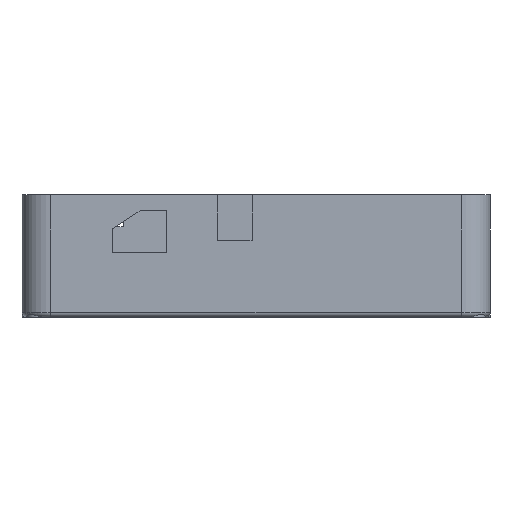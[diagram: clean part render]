
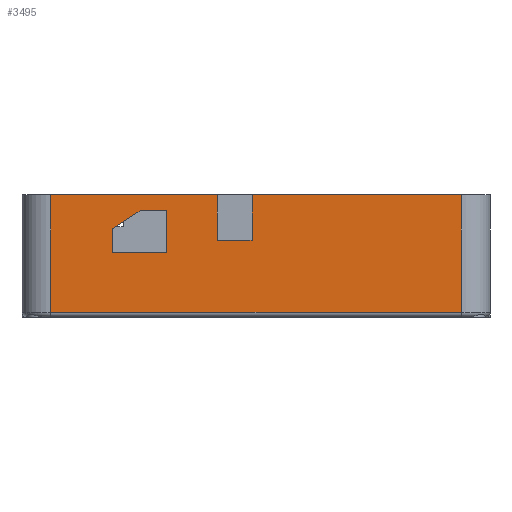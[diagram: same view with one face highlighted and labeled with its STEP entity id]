
A CAD part, front view. The second image highlights one B-rep face of the part: STEP entity #3495.
In plain terms, the highlighted planar face has unit normal (0, -1, 0).
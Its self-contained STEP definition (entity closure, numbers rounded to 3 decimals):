
#100=FACE_BOUND('',#554,.T.);
#332=FACE_OUTER_BOUND('',#553,.T.);
#553=EDGE_LOOP('',(#2722,#2723,#2724,#2725,#2726,#2727,#2728,#2729));
#554=EDGE_LOOP('',(#2730,#2731,#2732,#2733,#2734));
#709=LINE('',#4993,#1089);
#713=LINE('',#5002,#1093);
#717=LINE('',#5009,#1097);
#719=LINE('',#5014,#1099);
#723=LINE('',#5022,#1103);
#726=LINE('',#5028,#1106);
#729=LINE('',#5034,#1109);
#732=LINE('',#5039,#1112);
#734=LINE('',#5043,#1114);
#747=LINE('',#5104,#1127);
#813=LINE('',#5410,#1193);
#822=LINE('',#5450,#1202);
#839=LINE('',#5533,#1219);
#1089=VECTOR('',#3975,10.);
#1093=VECTOR('',#3981,10.);
#1097=VECTOR('',#3987,10.);
#1099=VECTOR('',#3991,10.);
#1103=VECTOR('',#3997,10.);
#1106=VECTOR('',#4002,10.);
#1109=VECTOR('',#4007,10.);
#1112=VECTOR('',#4012,10.);
#1114=VECTOR('',#4016,10.);
#1127=VECTOR('',#4067,10.);
#1193=VECTOR('',#4263,10.);
#1202=VECTOR('',#4318,10.);
#1219=VECTOR('',#4429,10.);
#1461=VERTEX_POINT('',#4991);
#1462=VERTEX_POINT('',#4992);
#1465=VERTEX_POINT('',#5000);
#1466=VERTEX_POINT('',#5001);
#1469=VERTEX_POINT('',#5012);
#1470=VERTEX_POINT('',#5013);
#1473=VERTEX_POINT('',#5021);
#1475=VERTEX_POINT('',#5027);
#1477=VERTEX_POINT('',#5033);
#1479=VERTEX_POINT('',#5042);
#1508=VERTEX_POINT('',#5102);
#1567=VERTEX_POINT('',#5399);
#1571=VERTEX_POINT('',#5408);
#1794=EDGE_CURVE('',#1461,#1462,#709,.T.);
#1798=EDGE_CURVE('',#1465,#1466,#713,.T.);
#1802=EDGE_CURVE('',#1462,#1465,#717,.T.);
#1804=EDGE_CURVE('',#1469,#1470,#719,.T.);
#1808=EDGE_CURVE('',#1473,#1469,#723,.T.);
#1811=EDGE_CURVE('',#1475,#1473,#726,.T.);
#1814=EDGE_CURVE('',#1477,#1475,#729,.T.);
#1817=EDGE_CURVE('',#1470,#1477,#732,.T.);
#1819=EDGE_CURVE('',#1461,#1479,#734,.T.);
#1850=EDGE_CURVE('',#1508,#1466,#747,.T.);
#1944=EDGE_CURVE('',#1571,#1567,#813,.T.);
#1967=EDGE_CURVE('',#1567,#1508,#822,.T.);
#2004=EDGE_CURVE('',#1571,#1479,#839,.T.);
#2722=ORIENTED_EDGE('',*,*,#1798,.T.);
#2723=ORIENTED_EDGE('',*,*,#1850,.F.);
#2724=ORIENTED_EDGE('',*,*,#1967,.F.);
#2725=ORIENTED_EDGE('',*,*,#1944,.F.);
#2726=ORIENTED_EDGE('',*,*,#2004,.T.);
#2727=ORIENTED_EDGE('',*,*,#1819,.F.);
#2728=ORIENTED_EDGE('',*,*,#1794,.T.);
#2729=ORIENTED_EDGE('',*,*,#1802,.T.);
#2730=ORIENTED_EDGE('',*,*,#1804,.T.);
#2731=ORIENTED_EDGE('',*,*,#1817,.T.);
#2732=ORIENTED_EDGE('',*,*,#1814,.T.);
#2733=ORIENTED_EDGE('',*,*,#1811,.T.);
#2734=ORIENTED_EDGE('',*,*,#1808,.T.);
#3313=PLANE('',#3788);
#3495=ADVANCED_FACE('',(#332,#100),#3313,.T.);
#3788=AXIS2_PLACEMENT_3D('',#5534,#4430,#4431);
#3975=DIRECTION('',(0.,0.,-1.));
#3981=DIRECTION('',(0.,0.,1.));
#3987=DIRECTION('',(-1.,0.,0.));
#3991=DIRECTION('',(0.839,0.,0.544));
#3997=DIRECTION('',(0.,0.,1.));
#4002=DIRECTION('',(-1.,0.,0.));
#4007=DIRECTION('',(0.,0.,-1.));
#4012=DIRECTION('',(1.,0.,0.));
#4016=DIRECTION('',(1.,0.,0.));
#4067=DIRECTION('',(1.,0.,0.));
#4263=DIRECTION('',(-1.,0.,0.));
#4318=DIRECTION('',(0.,0.,1.));
#4429=DIRECTION('',(0.,0.,1.));
#4430=DIRECTION('center_axis',(0.,-1.,0.));
#4431=DIRECTION('ref_axis',(1.,0.,0.));
#4991=CARTESIAN_POINT('',(70.395,-107.,38.5));
#4992=CARTESIAN_POINT('',(70.395,-107.,24.2));
#4993=CARTESIAN_POINT('',(70.395,-107.,19.25));
#5000=CARTESIAN_POINT('',(59.395,-107.,24.2));
#5001=CARTESIAN_POINT('',(59.395,-107.,38.5));
#5002=CARTESIAN_POINT('',(59.395,-107.,12.1));
#5009=CARTESIAN_POINT('',(38.697,-107.,24.2));
#5012=CARTESIAN_POINT('',(26.35,-107.,27.8));
#5013=CARTESIAN_POINT('',(35.15,-107.,33.5));
#5014=CARTESIAN_POINT('',(13.192,-107.,19.277));
#5021=CARTESIAN_POINT('',(26.35,-107.,20.2));
#5022=CARTESIAN_POINT('',(26.35,-107.,10.1));
#5027=CARTESIAN_POINT('',(43.35,-107.,20.2));
#5028=CARTESIAN_POINT('',(25.175,-107.,20.2));
#5033=CARTESIAN_POINT('',(43.35,-107.,33.5));
#5034=CARTESIAN_POINT('',(43.35,-107.,16.75));
#5039=CARTESIAN_POINT('',(21.075,-107.,33.5));
#5042=CARTESIAN_POINT('',(136.281,-107.,38.5));
#5043=CARTESIAN_POINT('',(136.281,-107.,38.5));
#5102=CARTESIAN_POINT('',(7.,-107.,38.5));
#5104=CARTESIAN_POINT('',(136.281,-107.,38.5));
#5399=CARTESIAN_POINT('',(7.,-107.,1.5));
#5408=CARTESIAN_POINT('',(136.281,-107.,1.5));
#5410=CARTESIAN_POINT('',(39.32,-107.,1.5));
#5450=CARTESIAN_POINT('',(7.,-107.,0.));
#5533=CARTESIAN_POINT('',(136.281,-107.,0.));
#5534=CARTESIAN_POINT('Origin',(7.,-107.,0.));
